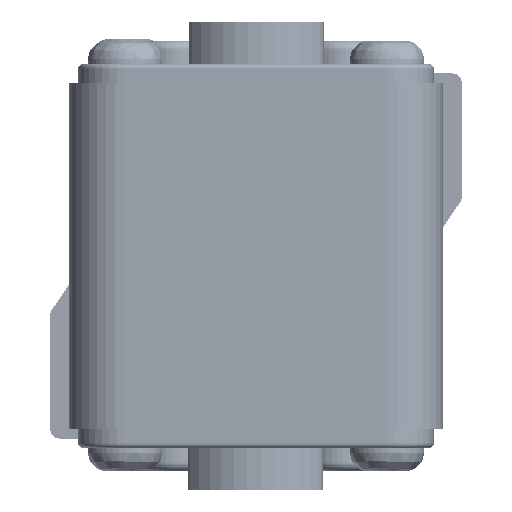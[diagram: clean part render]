
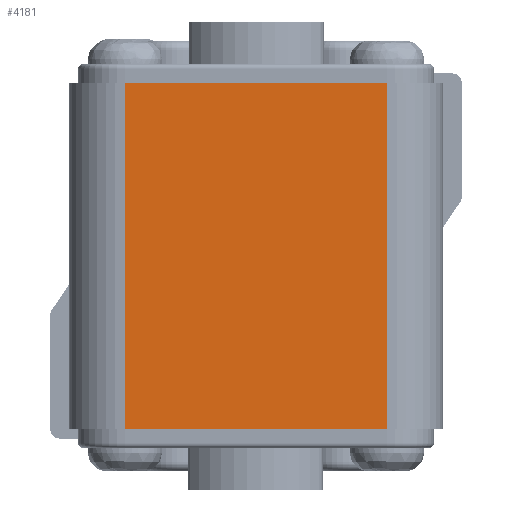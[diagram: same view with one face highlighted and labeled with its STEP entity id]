
A CAD part, front view. The second image highlights one B-rep face of the part: STEP entity #4181.
In plain terms, the highlighted planar face has unit normal (0, -1, 0).
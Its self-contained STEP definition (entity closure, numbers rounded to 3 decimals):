
#951=PLANE('',#13818);
#1499=FACE_OUTER_BOUND('',#5546,.T.);
#2391=LINE('',#52760,#3374);
#2392=LINE('',#52762,#3375);
#2393=LINE('',#52764,#3376);
#2394=LINE('',#52766,#3377);
#3374=VECTOR('',#16288,1.);
#3375=VECTOR('',#16291,1.);
#3376=VECTOR('',#16292,1.);
#3377=VECTOR('',#16293,1.);
#4181=ADVANCED_FACE('',(#1499),#951,.T.);
#5546=EDGE_LOOP('',(#8118,#8119,#8120,#8121));
#8118=ORIENTED_EDGE('',*,*,#11940,.F.);
#8119=ORIENTED_EDGE('',*,*,#11939,.F.);
#8120=ORIENTED_EDGE('',*,*,#11941,.F.);
#8121=ORIENTED_EDGE('',*,*,#11942,.T.);
#10341=VERTEX_POINT('',#52757);
#10342=VERTEX_POINT('',#52759);
#10343=VERTEX_POINT('',#52763);
#10344=VERTEX_POINT('',#52765);
#11939=EDGE_CURVE('',#10342,#10341,#2391,.T.);
#11940=EDGE_CURVE('',#10341,#10343,#2392,.T.);
#11941=EDGE_CURVE('',#10344,#10342,#2393,.T.);
#11942=EDGE_CURVE('',#10344,#10343,#2394,.T.);
#13818=AXIS2_PLACEMENT_3D('',#52767,#16294,#16295);
#16288=DIRECTION('',(0.,0.,1.));
#16291=DIRECTION('',(1.,0.,0.));
#16292=DIRECTION('',(-1.,0.,0.));
#16293=DIRECTION('',(0.,0.,1.));
#16294=DIRECTION('',(0.,-1.,0.));
#16295=DIRECTION('',(0.,0.,-1.));
#52757=CARTESIAN_POINT('',(5.,-39.,52.));
#52759=CARTESIAN_POINT('',(5.,-39.,15.));
#52760=CARTESIAN_POINT('',(5.,-39.,3.5));
#52762=CARTESIAN_POINT('',(5.,-39.,52.));
#52763=CARTESIAN_POINT('',(33.,-39.,52.));
#52764=CARTESIAN_POINT('',(33.,-39.,15.));
#52765=CARTESIAN_POINT('',(33.,-39.,15.));
#52766=CARTESIAN_POINT('',(33.,-39.,3.5));
#52767=CARTESIAN_POINT('',(5.,-39.,3.5));
